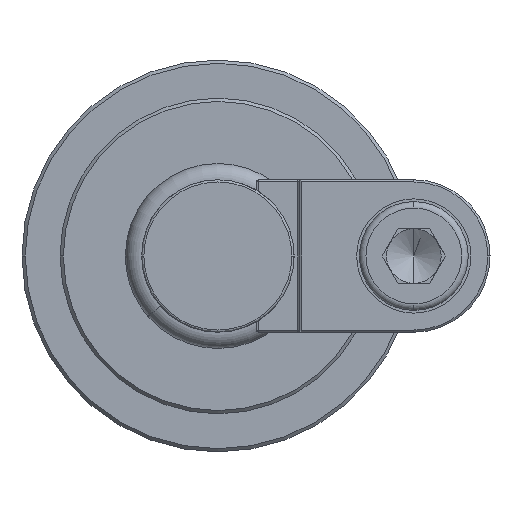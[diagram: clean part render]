
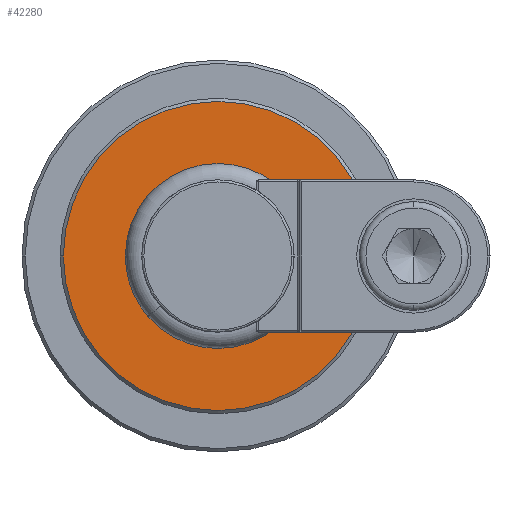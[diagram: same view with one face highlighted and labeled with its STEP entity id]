
A CAD part, front view. The second image highlights one B-rep face of the part: STEP entity #42280.
In plain terms, the highlighted planar face has unit normal (0, -1, 0).
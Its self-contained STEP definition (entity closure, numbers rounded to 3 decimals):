
#274 = CIRCLE ( 'NONE', #20340, 14.2 ) ;
#917 = CARTESIAN_POINT ( 'NONE',  ( 0.106, -26.999, 0. ) ) ;
#2205 = AXIS2_PLACEMENT_3D ( 'NONE', #29679, #19543, #10057 ) ;
#3293 = EDGE_CURVE ( 'NONE', #19418, #36871, #15947, .T. ) ;
#4258 = ORIENTED_EDGE ( 'NONE', *, *, #5436, .T. ) ;
#4379 = DIRECTION ( 'NONE',  ( 0., 1., 0. ) ) ;
#5436 = EDGE_CURVE ( 'NONE', #34324, #37999, #33937, .T. ) ;
#5721 = AXIS2_PLACEMENT_3D ( 'NONE', #26309, #23290, #36399 ) ;
#7650 = PLANE ( 'NONE',  #10939 ) ;
#10057 = DIRECTION ( 'NONE',  ( -1., 0., 0. ) ) ;
#10939 = AXIS2_PLACEMENT_3D ( 'NONE', #33981, #4379, #30747 ) ;
#11004 = ORIENTED_EDGE ( 'NONE', *, *, #15860, .T. ) ;
#13985 = DIRECTION ( 'NONE',  ( -1., 0., 0. ) ) ;
#14327 = ORIENTED_EDGE ( 'NONE', *, *, #3293, .T. ) ;
#14728 = CIRCLE ( 'NONE', #5721, 8.375 ) ;
#15035 = CARTESIAN_POINT ( 'NONE',  ( -5.719, -26.999, 0. ) ) ;
#15860 = EDGE_CURVE ( 'NONE', #37999, #34324, #274, .T. ) ;
#15947 = CIRCLE ( 'NONE', #28996, 8.375 ) ;
#19418 = VERTEX_POINT ( 'NONE', #38517 ) ;
#19543 = DIRECTION ( 'NONE',  ( 0., -1., 0. ) ) ;
#20209 = CARTESIAN_POINT ( 'NONE',  ( 8.481, -26.999, 0. ) ) ;
#20340 = AXIS2_PLACEMENT_3D ( 'NONE', #36439, #39710, #29149 ) ;
#20861 = DIRECTION ( 'NONE',  ( 0., 1., 0. ) ) ;
#22260 = CARTESIAN_POINT ( 'NONE',  ( 22.681, -26.999, 0. ) ) ;
#23290 = DIRECTION ( 'NONE',  ( 0., 1., 0. ) ) ;
#23779 = EDGE_LOOP ( 'NONE', ( #33002, #14327 ) ) ;
#24055 = FACE_BOUND ( 'NONE', #23779, .T. ) ;
#26309 = CARTESIAN_POINT ( 'NONE',  ( 8.481, -26.999, 0. ) ) ;
#28996 = AXIS2_PLACEMENT_3D ( 'NONE', #20209, #20861, #13985 ) ;
#29149 = DIRECTION ( 'NONE',  ( -1., 0., 0. ) ) ;
#29679 = CARTESIAN_POINT ( 'NONE',  ( 8.481, -26.999, 0. ) ) ;
#29733 = EDGE_LOOP ( 'NONE', ( #11004, #4258 ) ) ;
#30478 = EDGE_CURVE ( 'NONE', #36871, #19418, #14728, .T. ) ;
#30747 = DIRECTION ( 'NONE',  ( -1., 0., 0. ) ) ;
#33002 = ORIENTED_EDGE ( 'NONE', *, *, #30478, .T. ) ;
#33937 = CIRCLE ( 'NONE', #2205, 14.2 ) ;
#33981 = CARTESIAN_POINT ( 'NONE',  ( 8.481, -26.999, 12.25 ) ) ;
#34324 = VERTEX_POINT ( 'NONE', #22260 ) ;
#36399 = DIRECTION ( 'NONE',  ( -1., 0., 0. ) ) ;
#36439 = CARTESIAN_POINT ( 'NONE',  ( 8.481, -26.999, 0. ) ) ;
#36871 = VERTEX_POINT ( 'NONE', #917 ) ;
#37999 = VERTEX_POINT ( 'NONE', #15035 ) ;
#38517 = CARTESIAN_POINT ( 'NONE',  ( 16.856, -26.999, 0. ) ) ;
#39710 = DIRECTION ( 'NONE',  ( 0., -1., 0. ) ) ;
#40443 = FACE_OUTER_BOUND ( 'NONE', #29733, .T. ) ;
#42280 = ADVANCED_FACE ( 'NONE', ( #24055, #40443 ), #7650, .F. ) ;
